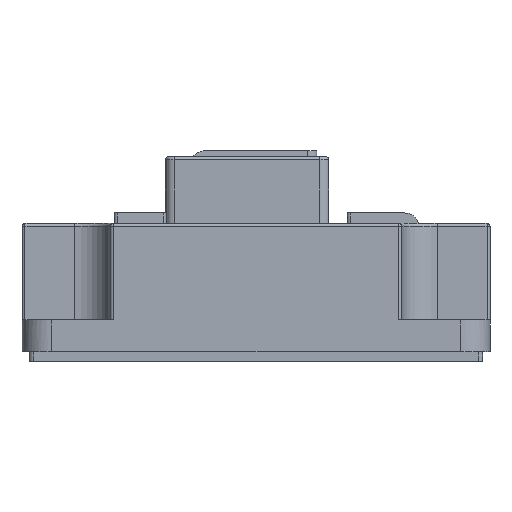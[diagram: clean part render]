
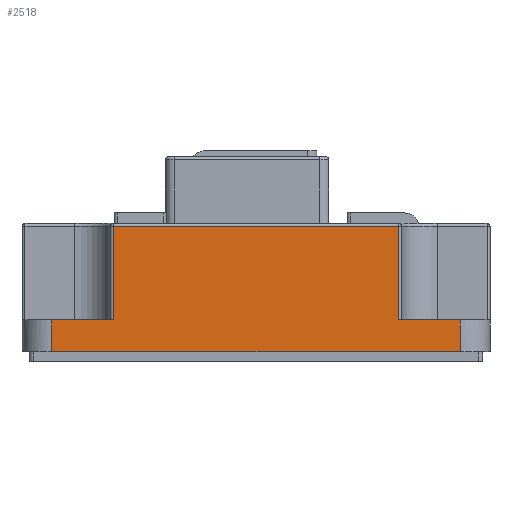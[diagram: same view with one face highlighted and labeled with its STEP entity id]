
A CAD part, left-side view. The second image highlights one B-rep face of the part: STEP entity #2518.
In plain terms, the highlighted planar face has unit normal (-1, 0, 0).
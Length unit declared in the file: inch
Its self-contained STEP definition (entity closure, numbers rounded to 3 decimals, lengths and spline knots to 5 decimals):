
#143=PLANE('',#2753);
#223=FACE_OUTER_BOUND('',#393,.T.);
#393=EDGE_LOOP('',(#1857,#1858,#1859,#1860,#1861,#1862,#1863,#1864));
#529=LINE('',#3915,#727);
#536=LINE('',#3939,#734);
#576=LINE('',#4080,#774);
#579=LINE('',#4091,#777);
#580=LINE('',#4093,#778);
#581=LINE('',#4095,#779);
#582=LINE('',#4097,#780);
#583=LINE('',#4098,#781);
#727=VECTOR('',#3087,0.3937);
#734=VECTOR('',#3110,0.3937);
#774=VECTOR('',#3242,0.3937);
#777=VECTOR('',#3253,0.3937);
#778=VECTOR('',#3254,0.3937);
#779=VECTOR('',#3255,0.3937);
#780=VECTOR('',#3256,0.3937);
#781=VECTOR('',#3257,0.3937);
#1105=VERTEX_POINT('',#3912);
#1106=VERTEX_POINT('',#3914);
#1112=VERTEX_POINT('',#3932);
#1115=VERTEX_POINT('',#3937);
#1170=VERTEX_POINT('',#4079);
#1175=VERTEX_POINT('',#4092);
#1176=VERTEX_POINT('',#4094);
#1177=VERTEX_POINT('',#4096);
#1345=EDGE_CURVE('',#1105,#1106,#529,.T.);
#1357=EDGE_CURVE('',#1115,#1112,#536,.T.);
#1425=EDGE_CURVE('',#1170,#1106,#576,.T.);
#1431=EDGE_CURVE('',#1105,#1112,#579,.T.);
#1432=EDGE_CURVE('',#1115,#1175,#580,.T.);
#1433=EDGE_CURVE('',#1176,#1175,#581,.T.);
#1434=EDGE_CURVE('',#1177,#1176,#582,.T.);
#1435=EDGE_CURVE('',#1170,#1177,#583,.T.);
#1857=ORIENTED_EDGE('',*,*,#1345,.F.);
#1858=ORIENTED_EDGE('',*,*,#1431,.T.);
#1859=ORIENTED_EDGE('',*,*,#1357,.F.);
#1860=ORIENTED_EDGE('',*,*,#1432,.T.);
#1861=ORIENTED_EDGE('',*,*,#1433,.F.);
#1862=ORIENTED_EDGE('',*,*,#1434,.F.);
#1863=ORIENTED_EDGE('',*,*,#1435,.F.);
#1864=ORIENTED_EDGE('',*,*,#1425,.T.);
#2518=ADVANCED_FACE('',(#223),#143,.T.);
#2753=AXIS2_PLACEMENT_3D('',#4090,#3251,#3252);
#3087=DIRECTION('',(0.,0.,1.));
#3110=DIRECTION('',(0.,0.,-1.));
#3242=DIRECTION('',(0.,1.,0.));
#3251=DIRECTION('center_axis',(-1.,0.,0.));
#3252=DIRECTION('ref_axis',(0.,-1.,0.));
#3253=DIRECTION('',(0.,-1.,0.));
#3254=DIRECTION('',(0.,1.,0.));
#3255=DIRECTION('',(0.,0.,-1.));
#3256=DIRECTION('',(0.,-1.,0.));
#3257=DIRECTION('',(0.,0.,1.));
#3912=CARTESIAN_POINT('',(-0.05,2.9,0.066));
#3914=CARTESIAN_POINT('',(-0.05,2.9,0.28));
#3915=CARTESIAN_POINT('',(-0.05,2.9,0.066));
#3932=CARTESIAN_POINT('',(-0.05,0.15,0.066));
#3937=CARTESIAN_POINT('',(-0.05,0.15,0.28));
#3939=CARTESIAN_POINT('',(-0.05,0.15,0.066));
#4079=CARTESIAN_POINT('',(-0.05,2.487,0.28));
#4080=CARTESIAN_POINT('',(-0.05,2.92245,0.28));
#4090=CARTESIAN_POINT('Origin',(-0.05,3.1,0.066));
#4091=CARTESIAN_POINT('',(-0.05,3.1,0.066));
#4092=CARTESIAN_POINT('',(-0.05,0.563,0.28));
#4093=CARTESIAN_POINT('',(-0.05,1.70253,0.28));
#4094=CARTESIAN_POINT('',(-0.05,0.563,0.91));
#4095=CARTESIAN_POINT('',(-0.05,0.563,0.498));
#4096=CARTESIAN_POINT('',(-0.05,2.487,0.91));
#4097=CARTESIAN_POINT('',(-0.05,2.3125,0.91));
#4098=CARTESIAN_POINT('',(-0.05,2.487,0.498));
